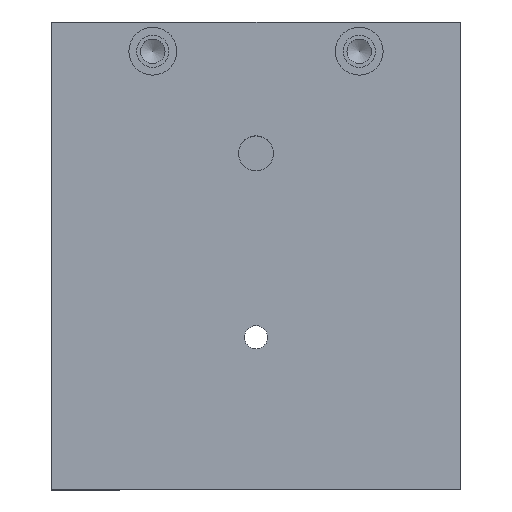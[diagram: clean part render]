
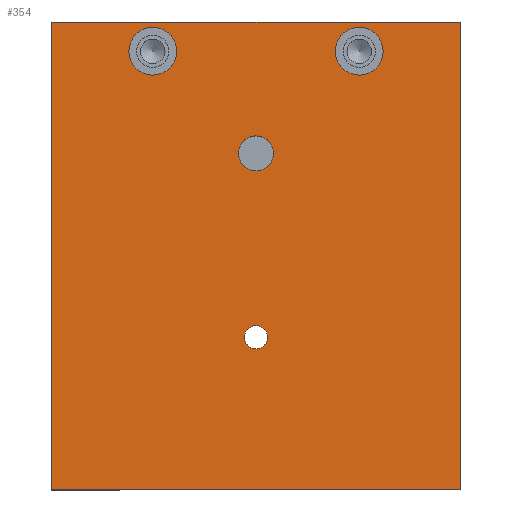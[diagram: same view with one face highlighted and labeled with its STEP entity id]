
A CAD part, top view. The second image highlights one B-rep face of the part: STEP entity #354.
In plain terms, the highlighted face is planar.
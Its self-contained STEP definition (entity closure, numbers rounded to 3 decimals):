
#216=FACE_BOUND('',#497,.T.);
#217=FACE_BOUND('',#498,.T.);
#218=FACE_BOUND('',#499,.T.);
#219=FACE_BOUND('',#500,.T.);
#220=FACE_BOUND('',#501,.T.);
#297=CIRCLE('',#1054,3.);
#298=CIRCLE('',#1055,4.1);
#299=CIRCLE('',#1056,4.1);
#300=CIRCLE('',#1057,2.);
#354=ADVANCED_FACE('',(#216,#217,#218,#219,#220),#393,.T.);
#393=PLANE('',#1058);
#497=EDGE_LOOP('',(#660));
#498=EDGE_LOOP('',(#661));
#499=EDGE_LOOP('',(#662));
#500=EDGE_LOOP('',(#663));
#501=EDGE_LOOP('',(#664,#665,#666,#667));
#660=ORIENTED_EDGE('',*,*,#874,.T.);
#661=ORIENTED_EDGE('',*,*,#875,.T.);
#662=ORIENTED_EDGE('',*,*,#876,.T.);
#663=ORIENTED_EDGE('',*,*,#877,.T.);
#664=ORIENTED_EDGE('',*,*,#858,.T.);
#665=ORIENTED_EDGE('',*,*,#862,.T.);
#666=ORIENTED_EDGE('',*,*,#865,.T.);
#667=ORIENTED_EDGE('',*,*,#868,.T.);
#774=VERTEX_POINT('',#1503);
#775=VERTEX_POINT('',#1504);
#778=VERTEX_POINT('',#1512);
#780=VERTEX_POINT('',#1518);
#786=VERTEX_POINT('',#1536);
#787=VERTEX_POINT('',#1538);
#788=VERTEX_POINT('',#1540);
#789=VERTEX_POINT('',#1542);
#858=EDGE_CURVE('',#774,#775,#916,.T.);
#862=EDGE_CURVE('',#775,#778,#920,.T.);
#865=EDGE_CURVE('',#778,#780,#923,.T.);
#868=EDGE_CURVE('',#780,#774,#926,.T.);
#874=EDGE_CURVE('',#786,#786,#297,.T.);
#875=EDGE_CURVE('',#787,#787,#298,.T.);
#876=EDGE_CURVE('',#788,#788,#299,.T.);
#877=EDGE_CURVE('',#789,#789,#300,.T.);
#916=LINE('',#1502,#952);
#920=LINE('',#1511,#956);
#923=LINE('',#1517,#959);
#926=LINE('',#1523,#962);
#952=VECTOR('',#1247,1.);
#956=VECTOR('',#1253,1.);
#959=VECTOR('',#1258,1.);
#962=VECTOR('',#1263,1.);
#1054=AXIS2_PLACEMENT_3D('',#1535,#1277,#1278);
#1055=AXIS2_PLACEMENT_3D('',#1537,#1279,#1280);
#1056=AXIS2_PLACEMENT_3D('',#1539,#1281,#1282);
#1057=AXIS2_PLACEMENT_3D('',#1541,#1283,#1284);
#1058=AXIS2_PLACEMENT_3D('',#1543,#1285,#1286);
#1247=DIRECTION('',(0.,0.,-1.));
#1253=DIRECTION('',(1.,0.,0.));
#1258=DIRECTION('',(0.,0.,1.));
#1263=DIRECTION('',(-1.,0.,0.));
#1277=DIRECTION('',(0.,1.,0.));
#1278=DIRECTION('',(0.,0.,1.));
#1279=DIRECTION('',(0.,1.,0.));
#1280=DIRECTION('',(0.,0.,1.));
#1281=DIRECTION('',(0.,1.,0.));
#1282=DIRECTION('',(0.,0.,1.));
#1283=DIRECTION('',(0.,1.,0.));
#1284=DIRECTION('',(0.,0.,1.));
#1285=DIRECTION('',(0.,-1.,0.));
#1286=DIRECTION('',(0.,0.,-1.));
#1502=CARTESIAN_POINT('',(0.,0.,70.));
#1503=CARTESIAN_POINT('',(0.,0.,70.));
#1504=CARTESIAN_POINT('',(0.,0.,0.));
#1511=CARTESIAN_POINT('',(0.,0.,0.));
#1512=CARTESIAN_POINT('',(80.,0.,0.));
#1517=CARTESIAN_POINT('',(80.,0.,0.));
#1518=CARTESIAN_POINT('',(80.,0.,70.));
#1523=CARTESIAN_POINT('',(80.,0.,70.));
#1535=CARTESIAN_POINT('',(22.5,0.,35.));
#1536=CARTESIAN_POINT('',(22.5,0.,38.));
#1537=CARTESIAN_POINT('',(5.,0.,17.32));
#1538=CARTESIAN_POINT('',(5.,0.,21.42));
#1539=CARTESIAN_POINT('',(5.,0.,52.68));
#1540=CARTESIAN_POINT('',(5.,0.,56.78));
#1541=CARTESIAN_POINT('',(54.,0.,35.));
#1542=CARTESIAN_POINT('',(54.,0.,37.));
#1543=CARTESIAN_POINT('',(0.,0.,0.));
